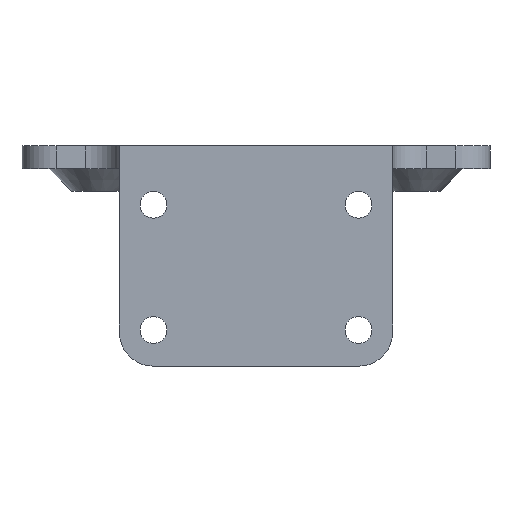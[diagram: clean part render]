
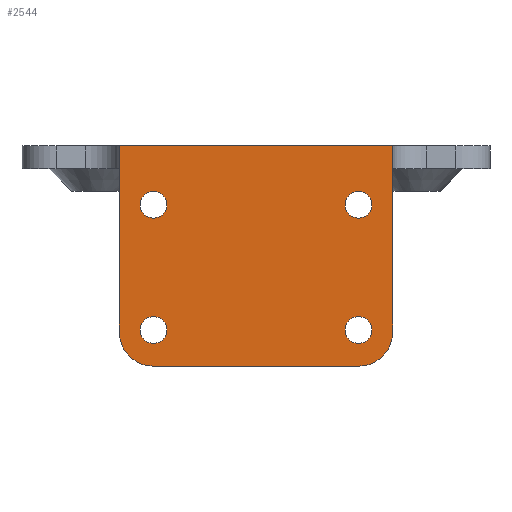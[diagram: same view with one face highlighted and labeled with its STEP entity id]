
A CAD part, front view. The second image highlights one B-rep face of the part: STEP entity #2544.
In plain terms, the highlighted planar face has unit normal (0, -1, 0).
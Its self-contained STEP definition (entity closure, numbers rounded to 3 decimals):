
#23 = EDGE_CURVE ( 'NONE', #141, #2475, #441, .T. ) ;
#25 = LINE ( 'NONE', #2561, #28 ) ;
#28 = VECTOR ( 'NONE', #636, 1000. ) ;
#43 = FACE_OUTER_BOUND ( 'NONE', #1237, .T. ) ;
#44 = CARTESIAN_POINT ( 'NONE',  ( -9., 0., -5.175 ) ) ;
#47 = DIRECTION ( 'NONE',  ( 0., -1., 0. ) ) ;
#77 = DIRECTION ( 'NONE',  ( 1., 0., 0. ) ) ;
#114 = CIRCLE ( 'NONE', #1819, 1.175 ) ;
#116 = AXIS2_PLACEMENT_3D ( 'NONE', #2352, #1746, #684 ) ;
#127 = EDGE_CURVE ( 'NONE', #596, #1868, #996, .T. ) ;
#141 = VERTEX_POINT ( 'NONE', #1263 ) ;
#146 = VERTEX_POINT ( 'NONE', #1945 ) ;
#151 = CARTESIAN_POINT ( 'NONE',  ( 9., 0., -6.35 ) ) ;
#159 = VERTEX_POINT ( 'NONE', #2744 ) ;
#177 = EDGE_CURVE ( 'NONE', #596, #581, #25, .T. ) ;
#196 = EDGE_CURVE ( 'NONE', #2475, #141, #2447, .T. ) ;
#199 = VECTOR ( 'NONE', #2071, 1000. ) ;
#241 = FACE_BOUND ( 'NONE', #1789, .T. ) ;
#244 = DIRECTION ( 'NONE',  ( 0., 0., -1. ) ) ;
#256 = CARTESIAN_POINT ( 'NONE',  ( -12., 0., -2. ) ) ;
#262 = CARTESIAN_POINT ( 'NONE',  ( -9., 0., -19.35 ) ) ;
#276 = AXIS2_PLACEMENT_3D ( 'NONE', #422, #408, #436 ) ;
#360 = LINE ( 'NONE', #1219, #199 ) ;
#382 = AXIS2_PLACEMENT_3D ( 'NONE', #1562, #2415, #1187 ) ;
#408 = DIRECTION ( 'NONE',  ( 0., -1., 0. ) ) ;
#422 = CARTESIAN_POINT ( 'NONE',  ( -9., 0., -16.35 ) ) ;
#436 = DIRECTION ( 'NONE',  ( 0., 0., -1. ) ) ;
#439 = CARTESIAN_POINT ( 'NONE',  ( 9., 0., -4. ) ) ;
#441 = CIRCLE ( 'NONE', #2231, 1.175 ) ;
#455 = VECTOR ( 'NONE', #77, 1000. ) ;
#558 = EDGE_LOOP ( 'NONE', ( #2295, #1853 ) ) ;
#581 = VERTEX_POINT ( 'NONE', #1932 ) ;
#591 = CIRCLE ( 'NONE', #681, 1.175 ) ;
#596 = VERTEX_POINT ( 'NONE', #2355 ) ;
#597 = CIRCLE ( 'NONE', #1133, 1.175 ) ;
#600 = DIRECTION ( 'NONE',  ( 0., 0., -1. ) ) ;
#614 = DIRECTION ( 'NONE',  ( 0., -1., 0. ) ) ;
#636 = DIRECTION ( 'NONE',  ( 0., 0., 1. ) ) ;
#678 = ORIENTED_EDGE ( 'NONE', *, *, #2304, .F. ) ;
#681 = AXIS2_PLACEMENT_3D ( 'NONE', #1652, #2547, #600 ) ;
#684 = DIRECTION ( 'NONE',  ( 0., 0., -1. ) ) ;
#711 = CARTESIAN_POINT ( 'NONE',  ( 9., 0., -15. ) ) ;
#722 = ORIENTED_EDGE ( 'NONE', *, *, #1878, .F. ) ;
#759 = ORIENTED_EDGE ( 'NONE', *, *, #1197, .F. ) ;
#790 = CARTESIAN_POINT ( 'NONE',  ( 12., 0., -2. ) ) ;
#818 = LINE ( 'NONE', #790, #2525 ) ;
#822 = CARTESIAN_POINT ( 'NONE',  ( 9., 0., -5.175 ) ) ;
#890 = VERTEX_POINT ( 'NONE', #151 ) ;
#996 = CIRCLE ( 'NONE', #276, 3. ) ;
#1000 = EDGE_CURVE ( 'NONE', #1868, #2528, #360, .T. ) ;
#1041 = VERTEX_POINT ( 'NONE', #2337 ) ;
#1085 = EDGE_CURVE ( 'NONE', #1522, #159, #2261, .T. ) ;
#1087 = EDGE_CURVE ( 'NONE', #146, #2375, #591, .T. ) ;
#1109 = CARTESIAN_POINT ( 'NONE',  ( -9., 0., -6.35 ) ) ;
#1129 = CARTESIAN_POINT ( 'NONE',  ( -9., 0., -5.175 ) ) ;
#1133 = AXIS2_PLACEMENT_3D ( 'NONE', #822, #2323, #1480 ) ;
#1185 = ORIENTED_EDGE ( 'NONE', *, *, #2747, .F. ) ;
#1187 = DIRECTION ( 'NONE',  ( 0., 0., -1. ) ) ;
#1197 = EDGE_CURVE ( 'NONE', #581, #1041, #1607, .T. ) ;
#1219 = CARTESIAN_POINT ( 'NONE',  ( -12., 0., -19.35 ) ) ;
#1237 = EDGE_LOOP ( 'NONE', ( #2496, #2106, #1362, #759, #2704, #1988 ) ) ;
#1263 = CARTESIAN_POINT ( 'NONE',  ( 9., 0., -17.35 ) ) ;
#1272 = AXIS2_PLACEMENT_3D ( 'NONE', #44, #2100, #2115 ) ;
#1297 = CARTESIAN_POINT ( 'NONE',  ( 12., 0., -16.35 ) ) ;
#1305 = DIRECTION ( 'NONE',  ( 0., 0., -1. ) ) ;
#1362 = ORIENTED_EDGE ( 'NONE', *, *, #1394, .T. ) ;
#1394 = EDGE_CURVE ( 'NONE', #2224, #1041, #818, .T. ) ;
#1458 = VERTEX_POINT ( 'NONE', #439 ) ;
#1469 = ORIENTED_EDGE ( 'NONE', *, *, #1085, .F. ) ;
#1480 = DIRECTION ( 'NONE',  ( 0., 0., -1. ) ) ;
#1486 = CARTESIAN_POINT ( 'NONE',  ( 9., 0., -16.175 ) ) ;
#1490 = FACE_BOUND ( 'NONE', #2662, .T. ) ;
#1507 = DIRECTION ( 'NONE',  ( 0., 0., -1. ) ) ;
#1522 = VERTEX_POINT ( 'NONE', #1109 ) ;
#1562 = CARTESIAN_POINT ( 'NONE',  ( 9., 0., -16.35 ) ) ;
#1563 = CARTESIAN_POINT ( 'NONE',  ( -12., 0., 0. ) ) ;
#1607 = LINE ( 'NONE', #1563, #455 ) ;
#1639 = CIRCLE ( 'NONE', #116, 1.175 ) ;
#1646 = DIRECTION ( 'NONE',  ( 0., 0., 1. ) ) ;
#1648 = EDGE_LOOP ( 'NONE', ( #2470, #1185 ) ) ;
#1652 = CARTESIAN_POINT ( 'NONE',  ( -9., 0., -16.175 ) ) ;
#1683 = DIRECTION ( 'NONE',  ( 0., -1., 0. ) ) ;
#1726 = CIRCLE ( 'NONE', #382, 3. ) ;
#1746 = DIRECTION ( 'NONE',  ( 0., -1., 0. ) ) ;
#1789 = EDGE_LOOP ( 'NONE', ( #1469, #678 ) ) ;
#1819 = AXIS2_PLACEMENT_3D ( 'NONE', #1129, #47, #244 ) ;
#1853 = ORIENTED_EDGE ( 'NONE', *, *, #196, .F. ) ;
#1868 = VERTEX_POINT ( 'NONE', #262 ) ;
#1878 = EDGE_CURVE ( 'NONE', #890, #1458, #1639, .T. ) ;
#1926 = FACE_BOUND ( 'NONE', #1648, .T. ) ;
#1932 = CARTESIAN_POINT ( 'NONE',  ( -12., 0., 0. ) ) ;
#1945 = CARTESIAN_POINT ( 'NONE',  ( -9., 0., -17.35 ) ) ;
#1949 = AXIS2_PLACEMENT_3D ( 'NONE', #2637, #2041, #2650 ) ;
#1988 = ORIENTED_EDGE ( 'NONE', *, *, #127, .T. ) ;
#2041 = DIRECTION ( 'NONE',  ( 0., -1., 0. ) ) ;
#2071 = DIRECTION ( 'NONE',  ( 1., 0., 0. ) ) ;
#2088 = CIRCLE ( 'NONE', #1949, 1.175 ) ;
#2100 = DIRECTION ( 'NONE',  ( 0., -1., 0. ) ) ;
#2106 = ORIENTED_EDGE ( 'NONE', *, *, #2727, .T. ) ;
#2115 = DIRECTION ( 'NONE',  ( 0., 0., -1. ) ) ;
#2162 = FACE_BOUND ( 'NONE', #558, .T. ) ;
#2184 = EDGE_CURVE ( 'NONE', #1458, #890, #597, .T. ) ;
#2224 = VERTEX_POINT ( 'NONE', #1297 ) ;
#2231 = AXIS2_PLACEMENT_3D ( 'NONE', #2565, #614, #1507 ) ;
#2261 = CIRCLE ( 'NONE', #1272, 1.175 ) ;
#2295 = ORIENTED_EDGE ( 'NONE', *, *, #23, .F. ) ;
#2304 = EDGE_CURVE ( 'NONE', #159, #1522, #114, .T. ) ;
#2317 = AXIS2_PLACEMENT_3D ( 'NONE', #1486, #1683, #2537 ) ;
#2323 = DIRECTION ( 'NONE',  ( 0., -1., 0. ) ) ;
#2337 = CARTESIAN_POINT ( 'NONE',  ( 12., 0., 0. ) ) ;
#2352 = CARTESIAN_POINT ( 'NONE',  ( 9., 0., -5.175 ) ) ;
#2355 = CARTESIAN_POINT ( 'NONE',  ( -12., 0., -16.35 ) ) ;
#2375 = VERTEX_POINT ( 'NONE', #2404 ) ;
#2404 = CARTESIAN_POINT ( 'NONE',  ( -9., 0., -15. ) ) ;
#2415 = DIRECTION ( 'NONE',  ( 0., -1., 0. ) ) ;
#2447 = CIRCLE ( 'NONE', #2317, 1.175 ) ;
#2470 = ORIENTED_EDGE ( 'NONE', *, *, #1087, .F. ) ;
#2475 = VERTEX_POINT ( 'NONE', #711 ) ;
#2496 = ORIENTED_EDGE ( 'NONE', *, *, #1000, .T. ) ;
#2525 = VECTOR ( 'NONE', #1646, 1000. ) ;
#2528 = VERTEX_POINT ( 'NONE', #2766 ) ;
#2537 = DIRECTION ( 'NONE',  ( 0., 0., -1. ) ) ;
#2544 = ADVANCED_FACE ( 'NONE', ( #43, #2162, #1926, #241, #1490 ), #2564, .T. ) ;
#2547 = DIRECTION ( 'NONE',  ( 0., -1., 0. ) ) ;
#2561 = CARTESIAN_POINT ( 'NONE',  ( -12., 0., -2. ) ) ;
#2564 = PLANE ( 'NONE',  #2617 ) ;
#2565 = CARTESIAN_POINT ( 'NONE',  ( 9., 0., -16.175 ) ) ;
#2577 = DIRECTION ( 'NONE',  ( 0., -1., 0. ) ) ;
#2578 = ORIENTED_EDGE ( 'NONE', *, *, #2184, .F. ) ;
#2617 = AXIS2_PLACEMENT_3D ( 'NONE', #256, #2577, #1305 ) ;
#2637 = CARTESIAN_POINT ( 'NONE',  ( -9., 0., -16.175 ) ) ;
#2650 = DIRECTION ( 'NONE',  ( 0., 0., -1. ) ) ;
#2662 = EDGE_LOOP ( 'NONE', ( #722, #2578 ) ) ;
#2704 = ORIENTED_EDGE ( 'NONE', *, *, #177, .F. ) ;
#2727 = EDGE_CURVE ( 'NONE', #2528, #2224, #1726, .T. ) ;
#2744 = CARTESIAN_POINT ( 'NONE',  ( -9., 0., -4. ) ) ;
#2747 = EDGE_CURVE ( 'NONE', #2375, #146, #2088, .T. ) ;
#2766 = CARTESIAN_POINT ( 'NONE',  ( 9., 0., -19.35 ) ) ;
